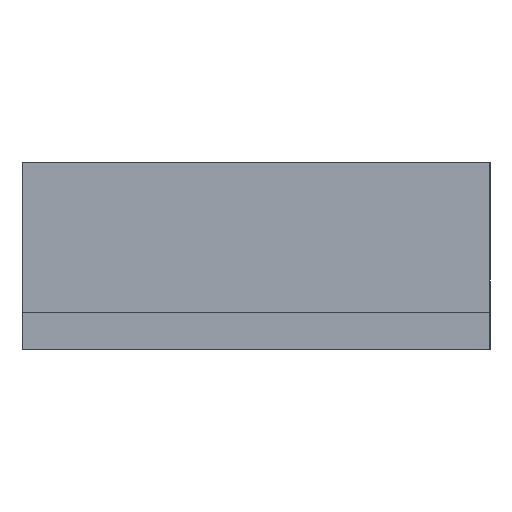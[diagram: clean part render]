
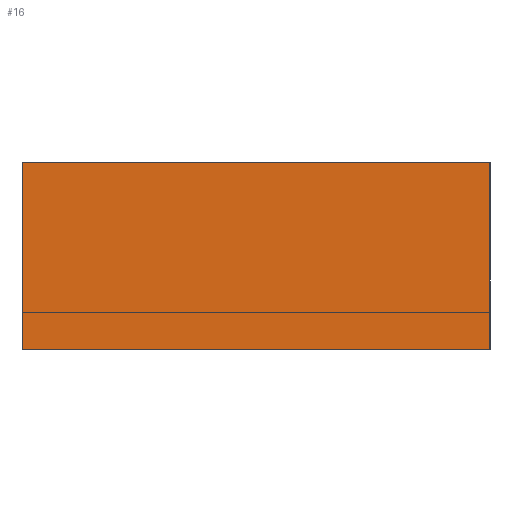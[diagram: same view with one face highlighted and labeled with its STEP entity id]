
A CAD part, left-side view. The second image highlights one B-rep face of the part: STEP entity #16.
In plain terms, the highlighted planar face has unit normal (-1, 0, 0).
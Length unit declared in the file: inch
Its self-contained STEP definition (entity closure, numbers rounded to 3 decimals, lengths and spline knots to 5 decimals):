
#16=ADVANCED_FACE('',(#2196),#36968,.T.);
#2196=FACE_OUTER_BOUND('',#4376,.T.);
#4376=EDGE_LOOP('',(#6559,#6560,#6561,#6562));
#6559=ORIENTED_EDGE('',*,*,#19595,.T.);
#6560=ORIENTED_EDGE('',*,*,#19596,.T.);
#6561=ORIENTED_EDGE('',*,*,#19597,.F.);
#6562=ORIENTED_EDGE('',*,*,#19592,.F.);
#19592=EDGE_CURVE('',#32628,#32629,#26110,.T.);
#19595=EDGE_CURVE('',#32628,#32631,#26113,.T.);
#19596=EDGE_CURVE('',#32631,#32632,#26114,.T.);
#19597=EDGE_CURVE('',#32629,#32632,#26115,.T.);
#26110=B_SPLINE_CURVE_WITH_KNOTS('',1,(#50050,#50051),.UNSPECIFIED.,.F.,
 .F.,(2,2),(0.,0.25),.UNSPECIFIED.);
#26113=B_SPLINE_CURVE_WITH_KNOTS('',1,(#50056,#50057),.UNSPECIFIED.,.F.,
 .F.,(2,2),(73.24,73.34),.UNSPECIFIED.);
#26114=B_SPLINE_CURVE_WITH_KNOTS('',1,(#50058,#50059),.UNSPECIFIED.,.F.,
 .F.,(2,2),(0.,0.25),.UNSPECIFIED.);
#26115=B_SPLINE_CURVE_WITH_KNOTS('',1,(#50060,#50061),.UNSPECIFIED.,.F.,
 .F.,(2,2),(73.24,73.34),.UNSPECIFIED.);
#32628=VERTEX_POINT('',#45709);
#32629=VERTEX_POINT('',#45710);
#32631=VERTEX_POINT('',#45712);
#32632=VERTEX_POINT('',#45713);
#36968=PLANE('',#39169);
#39169=AXIS2_PLACEMENT_3D('',#43531,#41350,$);
#41350=DIRECTION('',(-1.,0.,0.));
#43531=CARTESIAN_POINT('',(0.,0.,0.));
#45709=CARTESIAN_POINT('',(0.,0.,0.));
#45710=CARTESIAN_POINT('',(0.,0.25,0.));
#45712=CARTESIAN_POINT('',(0.,0.,0.1));
#45713=CARTESIAN_POINT('',(0.,0.25,0.1));
#50050=CARTESIAN_POINT('',(0.,0.,0.));
#50051=CARTESIAN_POINT('',(0.,0.25,0.));
#50056=CARTESIAN_POINT('',(0.,0.,0.));
#50057=CARTESIAN_POINT('',(0.,0.,0.1));
#50058=CARTESIAN_POINT('',(0.,0.,0.1));
#50059=CARTESIAN_POINT('',(0.,0.25,0.1));
#50060=CARTESIAN_POINT('',(0.,0.25,0.));
#50061=CARTESIAN_POINT('',(0.,0.25,0.1));
